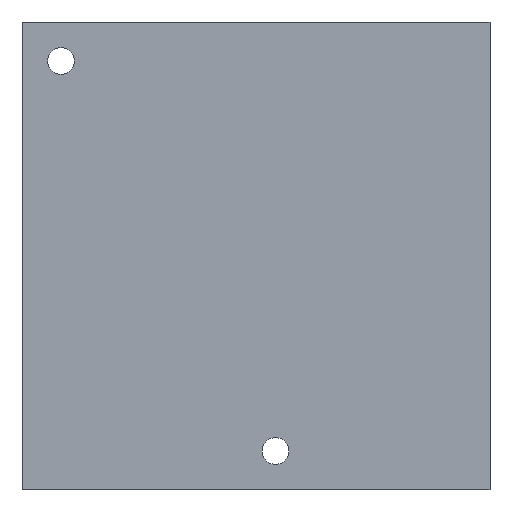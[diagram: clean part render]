
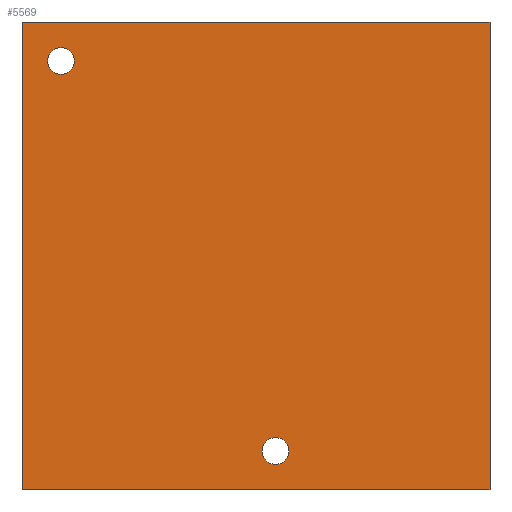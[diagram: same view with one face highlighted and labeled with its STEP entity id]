
A CAD part, left-side view. The second image highlights one B-rep face of the part: STEP entity #5569.
In plain terms, the highlighted planar face has unit normal (-1, 0, 0).
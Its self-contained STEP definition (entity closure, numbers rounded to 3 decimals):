
#176 = VERTEX_POINT ( 'NONE', #12021 ) ;
#599 = DIRECTION ( 'NONE',  ( 1., 0., 0. ) ) ;
#912 = AXIS2_PLACEMENT_3D ( 'NONE', #1381, #6521, #9405 ) ;
#989 = CARTESIAN_POINT ( 'NONE',  ( 0., -82.55, -139.7 ) ) ;
#1190 = ORIENTED_EDGE ( 'NONE', *, *, #12098, .F. ) ;
#1361 = DIRECTION ( 'NONE',  ( 0., 0., -1. ) ) ;
#1381 = CARTESIAN_POINT ( 'NONE',  ( 0., -12.7, -12.7 ) ) ;
#1520 = CARTESIAN_POINT ( 'NONE',  ( 0., -12.7, -8.35 ) ) ;
#1547 = VERTEX_POINT ( 'NONE', #6872 ) ;
#1638 = AXIS2_PLACEMENT_3D ( 'NONE', #3189, #3320, #1361 ) ;
#1678 = CARTESIAN_POINT ( 'NONE',  ( 0., 0., -152.4 ) ) ;
#1769 = DIRECTION ( 'NONE',  ( 0., 1., 0. ) ) ;
#1965 = ORIENTED_EDGE ( 'NONE', *, *, #11545, .T. ) ;
#2114 = EDGE_LOOP ( 'NONE', ( #2670, #1965 ) ) ;
#2150 = VERTEX_POINT ( 'NONE', #1520 ) ;
#2154 = EDGE_CURVE ( 'NONE', #2964, #2150, #6885, .T. ) ;
#2663 = FACE_OUTER_BOUND ( 'NONE', #10582, .T. ) ;
#2669 = VERTEX_POINT ( 'NONE', #11102 ) ;
#2670 = ORIENTED_EDGE ( 'NONE', *, *, #2154, .T. ) ;
#2779 = VERTEX_POINT ( 'NONE', #11375 ) ;
#2964 = VERTEX_POINT ( 'NONE', #9580 ) ;
#3189 = CARTESIAN_POINT ( 'NONE',  ( 0., -82.55, -139.7 ) ) ;
#3320 = DIRECTION ( 'NONE',  ( 1., 0., 0. ) ) ;
#3444 = FACE_BOUND ( 'NONE', #2114, .T. ) ;
#4073 = VECTOR ( 'NONE', #1769, 1000. ) ;
#4230 = DIRECTION ( 'NONE',  ( 1., 0., 0. ) ) ;
#4581 = CARTESIAN_POINT ( 'NONE',  ( 0., -12.7, -12.7 ) ) ;
#4720 = CARTESIAN_POINT ( 'NONE',  ( 0., -152.4, 0. ) ) ;
#4929 = AXIS2_PLACEMENT_3D ( 'NONE', #989, #8734, #8856 ) ;
#5219 = AXIS2_PLACEMENT_3D ( 'NONE', #4581, #4230, #10288 ) ;
#5416 = ORIENTED_EDGE ( 'NONE', *, *, #6259, .T. ) ;
#5418 = DIRECTION ( 'NONE',  ( 0., -1., 0. ) ) ;
#5536 = ORIENTED_EDGE ( 'NONE', *, *, #7471, .F. ) ;
#5552 = EDGE_CURVE ( 'NONE', #6067, #2779, #10105, .T. ) ;
#5569 = ADVANCED_FACE ( 'NONE', ( #3444, #5703, #2663 ), #10134, .F. ) ;
#5617 = CIRCLE ( 'NONE', #912, 4.35 ) ;
#5703 = FACE_BOUND ( 'NONE', #11423, .T. ) ;
#5811 = AXIS2_PLACEMENT_3D ( 'NONE', #12274, #599, #6443 ) ;
#6067 = VERTEX_POINT ( 'NONE', #6342 ) ;
#6202 = VECTOR ( 'NONE', #11223, 1000. ) ;
#6259 = EDGE_CURVE ( 'NONE', #2669, #176, #8449, .T. ) ;
#6342 = CARTESIAN_POINT ( 'NONE',  ( 0., 0., -152.4 ) ) ;
#6443 = DIRECTION ( 'NONE',  ( 0., 0., -1. ) ) ;
#6521 = DIRECTION ( 'NONE',  ( 1., 0., 0. ) ) ;
#6872 = CARTESIAN_POINT ( 'NONE',  ( 0., -152.4, 0. ) ) ;
#6885 = CIRCLE ( 'NONE', #5219, 4.35 ) ;
#7060 = ORIENTED_EDGE ( 'NONE', *, *, #5552, .F. ) ;
#7401 = ORIENTED_EDGE ( 'NONE', *, *, #10433, .F. ) ;
#7471 = EDGE_CURVE ( 'NONE', #9255, #6067, #9227, .T. ) ;
#7532 = VECTOR ( 'NONE', #8147, 1000. ) ;
#7975 = ORIENTED_EDGE ( 'NONE', *, *, #9179, .T. ) ;
#8147 = DIRECTION ( 'NONE',  ( 0., 0., 1. ) ) ;
#8421 = CIRCLE ( 'NONE', #1638, 4.35 ) ;
#8449 = CIRCLE ( 'NONE', #4929, 4.35 ) ;
#8734 = DIRECTION ( 'NONE',  ( 1., 0., 0. ) ) ;
#8856 = DIRECTION ( 'NONE',  ( 0., 0., -1. ) ) ;
#9179 = EDGE_CURVE ( 'NONE', #176, #2669, #8421, .T. ) ;
#9227 = LINE ( 'NONE', #1678, #4073 ) ;
#9255 = VERTEX_POINT ( 'NONE', #10167 ) ;
#9405 = DIRECTION ( 'NONE',  ( 0., 0., -1. ) ) ;
#9580 = CARTESIAN_POINT ( 'NONE',  ( 0., -12.7, -17.05 ) ) ;
#10040 = CARTESIAN_POINT ( 'NONE',  ( 0., 0., 0. ) ) ;
#10105 = LINE ( 'NONE', #10040, #7532 ) ;
#10134 = PLANE ( 'NONE',  #5811 ) ;
#10167 = CARTESIAN_POINT ( 'NONE',  ( 0., -152.4, -152.4 ) ) ;
#10195 = CARTESIAN_POINT ( 'NONE',  ( 0., 0., 0. ) ) ;
#10288 = DIRECTION ( 'NONE',  ( 0., 0., -1. ) ) ;
#10421 = VECTOR ( 'NONE', #5418, 1000. ) ;
#10433 = EDGE_CURVE ( 'NONE', #2779, #1547, #11657, .T. ) ;
#10582 = EDGE_LOOP ( 'NONE', ( #7401, #7060, #5536, #1190 ) ) ;
#11102 = CARTESIAN_POINT ( 'NONE',  ( 0., -82.55, -135.35 ) ) ;
#11223 = DIRECTION ( 'NONE',  ( 0., 0., -1. ) ) ;
#11375 = CARTESIAN_POINT ( 'NONE',  ( 0., 0., 0. ) ) ;
#11423 = EDGE_LOOP ( 'NONE', ( #7975, #5416 ) ) ;
#11545 = EDGE_CURVE ( 'NONE', #2150, #2964, #5617, .T. ) ;
#11657 = LINE ( 'NONE', #10195, #10421 ) ;
#12021 = CARTESIAN_POINT ( 'NONE',  ( 0., -82.55, -144.05 ) ) ;
#12098 = EDGE_CURVE ( 'NONE', #1547, #9255, #12599, .T. ) ;
#12274 = CARTESIAN_POINT ( 'NONE',  ( 0., -152.4, 0. ) ) ;
#12599 = LINE ( 'NONE', #4720, #6202 ) ;
